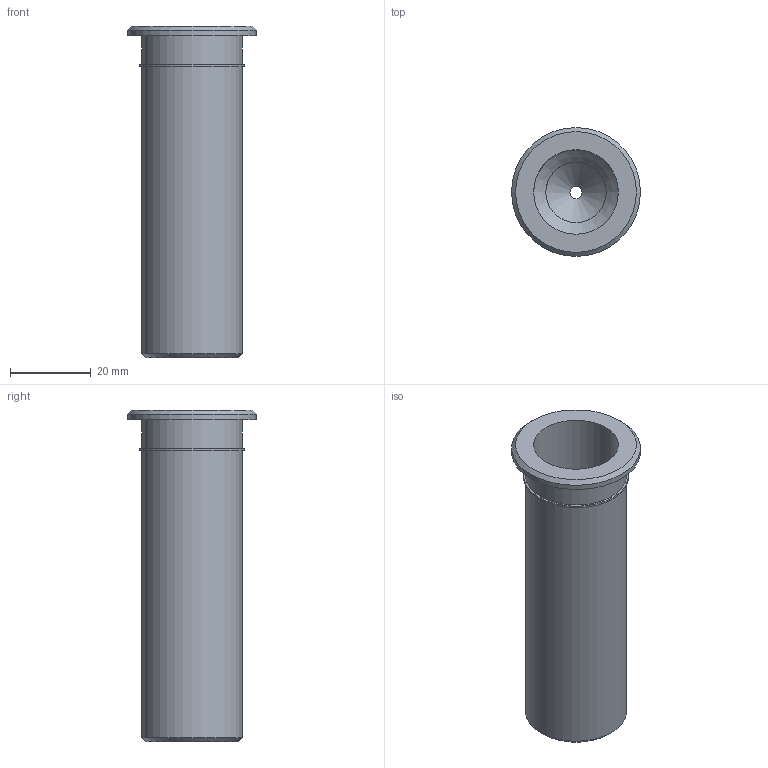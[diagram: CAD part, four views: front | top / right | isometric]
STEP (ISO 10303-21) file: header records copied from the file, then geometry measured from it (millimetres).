
FILE_DESCRIPTION(('FreeCAD Model'),'2;1');
FILE_NAME('Open CASCADE Shape Model','2024-04-07T07:30:18',(''),(''), 'Open CASCADE STEP processor 7.6','FreeCAD','Unknown');
FILE_SCHEMA(('AUTOMOTIVE_DESIGN { 1 0 10303 214 1 1 1 1 }'));
Length unit declared in the file: millimetre
Products named in the file (2): Part; Body
Assembly tree (1 placements, depth 2):
  Part
    Body
Bounding box: 32 x 32 x 82.3 mm (x, y, z)
Volume: 20730.5 mm3; surface area: 12305.8 mm2
Topology: 1 solids, 1 shells, 17 faces, 28 edges, 17 vertices
Faces by surface type: cylinder 7, plane 6, cone 4
Full cylindrical faces by diameter (mm): 3 x1, 15 x1, 21 x1, 25 x2, 26 x1, 32 x1
Entity records: 804 total; most frequent: DIRECTION 136, CARTESIAN_POINT 123, ORIENTED_EDGE 56, PCURVE 56, DEFINITIONAL_REPRESENTATION 56, LINE 52, VECTOR 52, AXIS2_PLACEMENT_3D 36
